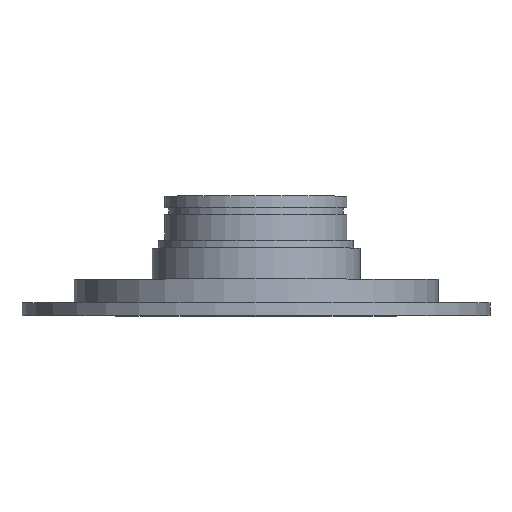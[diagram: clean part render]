
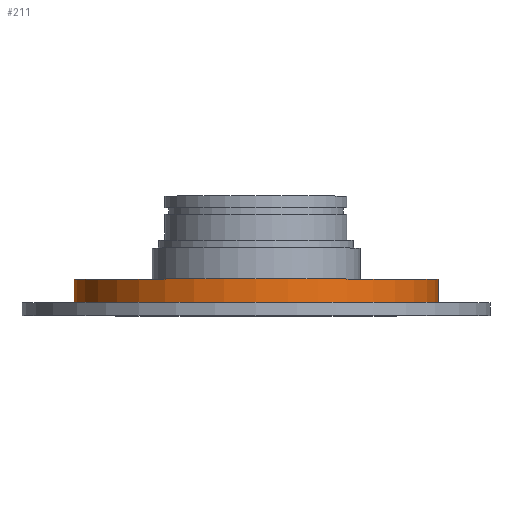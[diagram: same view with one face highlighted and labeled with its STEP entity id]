
A CAD part, top view. The second image highlights one B-rep face of the part: STEP entity #211.
In plain terms, the highlighted cylindrical face has radius 70 mm (diameter 140 mm), a partial arc.
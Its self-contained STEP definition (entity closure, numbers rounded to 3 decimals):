
#16 = VERTEX_POINT ( 'NONE', #624 ) ;
#66 = CARTESIAN_POINT ( 'NONE',  ( 70., 14., 0. ) ) ;
#81 = VECTOR ( 'NONE', #762, 1000. ) ;
#116 = ORIENTED_EDGE ( 'NONE', *, *, #157, .F. ) ;
#157 = EDGE_CURVE ( 'NONE', #256, #967, #186, .T. ) ;
#179 = CARTESIAN_POINT ( 'NONE',  ( -70., 5., 0. ) ) ;
#186 = CIRCLE ( 'NONE', #628, 70. ) ;
#211 = ADVANCED_FACE ( 'NONE', ( #651 ), #459, .T. ) ;
#255 = CARTESIAN_POINT ( 'NONE',  ( 0., 14., 0. ) ) ;
#256 = VERTEX_POINT ( 'NONE', #1314 ) ;
#444 = CARTESIAN_POINT ( 'NONE',  ( 70., 5., 0. ) ) ;
#448 = AXIS2_PLACEMENT_3D ( 'NONE', #816, #1051, #806 ) ;
#452 = DIRECTION ( 'NONE',  ( 0., -1., 0. ) ) ;
#459 = CYLINDRICAL_SURFACE ( 'NONE', #1085, 70. ) ;
#462 = VECTOR ( 'NONE', #670, 1000. ) ;
#546 = EDGE_CURVE ( 'NONE', #1255, #256, #857, .T. ) ;
#584 = EDGE_CURVE ( 'NONE', #16, #967, #1281, .T. ) ;
#624 = CARTESIAN_POINT ( 'NONE',  ( 70., 5., 0. ) ) ;
#628 = AXIS2_PLACEMENT_3D ( 'NONE', #255, #1297, #777 ) ;
#651 = FACE_OUTER_BOUND ( 'NONE', #826, .T. ) ;
#670 = DIRECTION ( 'NONE',  ( 0., 1., 0. ) ) ;
#722 = ORIENTED_EDGE ( 'NONE', *, *, #546, .F. ) ;
#762 = DIRECTION ( 'NONE',  ( 0., 1., 0. ) ) ;
#777 = DIRECTION ( 'NONE',  ( -1., 0., 0. ) ) ;
#789 = CIRCLE ( 'NONE', #448, 70. ) ;
#806 = DIRECTION ( 'NONE',  ( -1., 0., 0. ) ) ;
#816 = CARTESIAN_POINT ( 'NONE',  ( 0., 5., 0. ) ) ;
#826 = EDGE_LOOP ( 'NONE', ( #722, #885, #1262, #116 ) ) ;
#857 = LINE ( 'NONE', #1289, #462 ) ;
#885 = ORIENTED_EDGE ( 'NONE', *, *, #1280, .T. ) ;
#963 = CARTESIAN_POINT ( 'NONE',  ( 0., -2.3, 0. ) ) ;
#967 = VERTEX_POINT ( 'NONE', #66 ) ;
#1051 = DIRECTION ( 'NONE',  ( 0., 1., 0. ) ) ;
#1085 = AXIS2_PLACEMENT_3D ( 'NONE', #963, #452, #1272 ) ;
#1255 = VERTEX_POINT ( 'NONE', #179 ) ;
#1262 = ORIENTED_EDGE ( 'NONE', *, *, #584, .T. ) ;
#1272 = DIRECTION ( 'NONE',  ( 1., 0., 0. ) ) ;
#1280 = EDGE_CURVE ( 'NONE', #1255, #16, #789, .T. ) ;
#1281 = LINE ( 'NONE', #444, #81 ) ;
#1289 = CARTESIAN_POINT ( 'NONE',  ( -70., 5., 0. ) ) ;
#1297 = DIRECTION ( 'NONE',  ( 0., 1., 0. ) ) ;
#1314 = CARTESIAN_POINT ( 'NONE',  ( -70., 14., 0. ) ) ;
